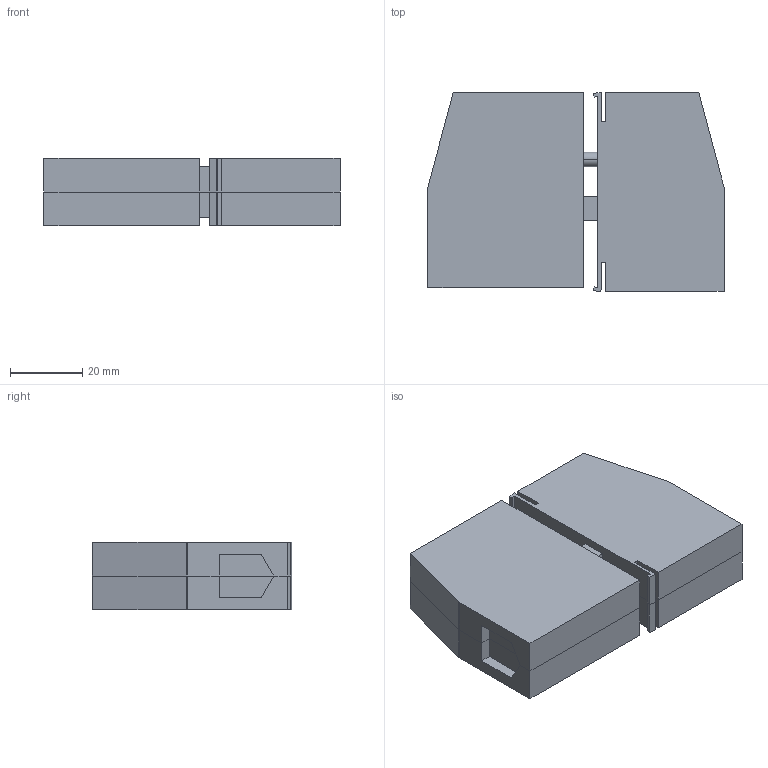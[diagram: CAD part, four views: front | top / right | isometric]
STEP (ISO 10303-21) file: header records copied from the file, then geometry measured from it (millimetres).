
FILE_DESCRIPTION(('SolidDesigner STEP Export'),'2;1');
FILE_NAME('0708726_HDFK_50_GNYE-select.stp','2015-09-14T13:43:37',(''),(''),'Creo Elements/Direct Modeling STEP processor for AP214 (Solid Model)','Creo Elements/Direct Modeling 18.1 06-May-2012 (C) Parametric Technology GmbH','');
FILE_SCHEMA(('AUTOMOTIVE_DESIGN { 1 0 10303 214 1 1 1 1 }'));
Length unit declared in the file: millimetre
Products named in the file (2): 0708726_HDFK_50_GNYE-select
Assembly tree (1 placements, depth 2):
  0708726_HDFK_50_GNYE-select
    0708726_HDFK_50_GNYE-select
Bounding box: 82 x 55.31 x 18.8 mm (x, y, z)
Volume: 74473.6 mm3; surface area: 16448.1 mm2
Topology: 1 solids, 1 shells, 158 faces, 390 edges, 232 vertices
Faces by surface type: plane 132, cylinder 26
Entity records: 5092 total; most frequent: ORIENTED_EDGE 780, CARTESIAN_POINT 620, DIRECTION 513, EDGE_CURVE 390, VECTOR 263, LINE 263, VERTEX_POINT 232, COLOUR_RGB 159
